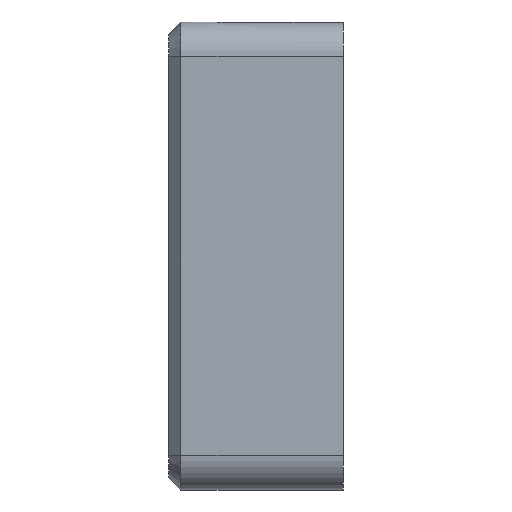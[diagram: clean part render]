
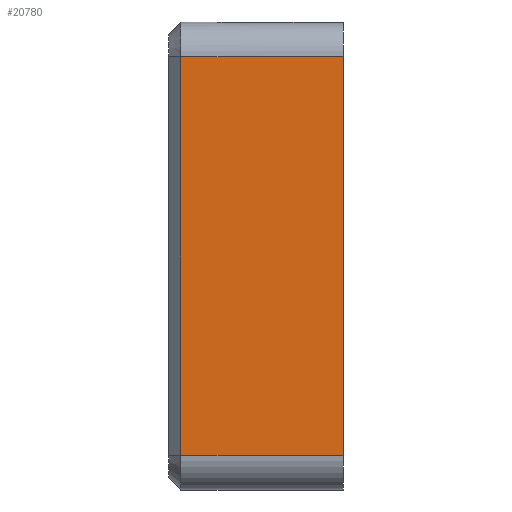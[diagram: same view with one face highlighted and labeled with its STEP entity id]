
A CAD part, left-side view. The second image highlights one B-rep face of the part: STEP entity #20780.
In plain terms, the highlighted planar face has unit normal (-1, 0, 0).
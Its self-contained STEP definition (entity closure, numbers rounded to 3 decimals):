
#448 = ORIENTED_EDGE ( 'NONE', *, *, #5853, .T. ) ;
#3082 = VECTOR ( 'NONE', #26060, 1000. ) ;
#3963 = CARTESIAN_POINT ( 'NONE',  ( -67., 46.5, 57. ) ) ;
#5722 = LINE ( 'NONE', #15964, #16522 ) ;
#5853 = EDGE_CURVE ( 'NONE', #11272, #32542, #5722, .T. ) ;
#6196 = VERTEX_POINT ( 'NONE', #3963 ) ;
#6367 = DIRECTION ( 'NONE',  ( 0., -1., 0. ) ) ;
#7580 = CARTESIAN_POINT ( 'NONE',  ( -67., 46.5, -57. ) ) ;
#8071 = ORIENTED_EDGE ( 'NONE', *, *, #13837, .F. ) ;
#8354 = LINE ( 'NONE', #23721, #3082 ) ;
#10720 = CARTESIAN_POINT ( 'NONE',  ( -67., 50., 57. ) ) ;
#11054 = FACE_OUTER_BOUND ( 'NONE', #24696, .T. ) ;
#11272 = VERTEX_POINT ( 'NONE', #11373 ) ;
#11373 = CARTESIAN_POINT ( 'NONE',  ( -67., 0., -57. ) ) ;
#13107 = CARTESIAN_POINT ( 'NONE',  ( -67., 0., 57. ) ) ;
#13837 = EDGE_CURVE ( 'NONE', #6196, #32542, #26722, .T. ) ;
#15964 = CARTESIAN_POINT ( 'NONE',  ( -67., 0., 57. ) ) ;
#16522 = VECTOR ( 'NONE', #28571, 1000. ) ;
#17058 = EDGE_CURVE ( 'NONE', #6196, #28829, #8354, .T. ) ;
#18503 = CARTESIAN_POINT ( 'NONE',  ( -67., 50., -57. ) ) ;
#20780 = ADVANCED_FACE ( 'NONE', ( #11054 ), #30768, .F. ) ;
#20798 = DIRECTION ( 'NONE',  ( 0., 0., -1. ) ) ;
#21126 = DIRECTION ( 'NONE',  ( 1., 0., 0. ) ) ;
#21397 = ORIENTED_EDGE ( 'NONE', *, *, #17058, .T. ) ;
#23721 = CARTESIAN_POINT ( 'NONE',  ( -67., 46.5, 57. ) ) ;
#24696 = EDGE_LOOP ( 'NONE', ( #8071, #21397, #27638, #448 ) ) ;
#25013 = EDGE_CURVE ( 'NONE', #28829, #11272, #27825, .T. ) ;
#26060 = DIRECTION ( 'NONE',  ( 0., 0., -1. ) ) ;
#26722 = LINE ( 'NONE', #31706, #29692 ) ;
#27638 = ORIENTED_EDGE ( 'NONE', *, *, #25013, .T. ) ;
#27825 = LINE ( 'NONE', #18503, #28811 ) ;
#28318 = DIRECTION ( 'NONE',  ( 0., -1., 0. ) ) ;
#28571 = DIRECTION ( 'NONE',  ( 0., 0., 1. ) ) ;
#28811 = VECTOR ( 'NONE', #28318, 1000. ) ;
#28829 = VERTEX_POINT ( 'NONE', #7580 ) ;
#29692 = VECTOR ( 'NONE', #6367, 1000. ) ;
#30768 = PLANE ( 'NONE',  #31698 ) ;
#31698 = AXIS2_PLACEMENT_3D ( 'NONE', #10720, #21126, #20798 ) ;
#31706 = CARTESIAN_POINT ( 'NONE',  ( -67., 50., 57. ) ) ;
#32542 = VERTEX_POINT ( 'NONE', #13107 ) ;
